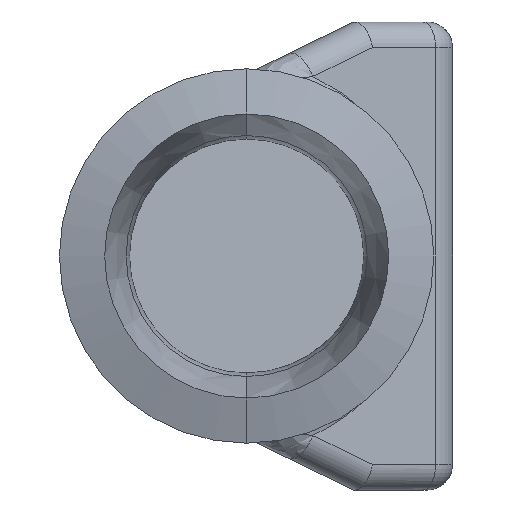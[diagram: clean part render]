
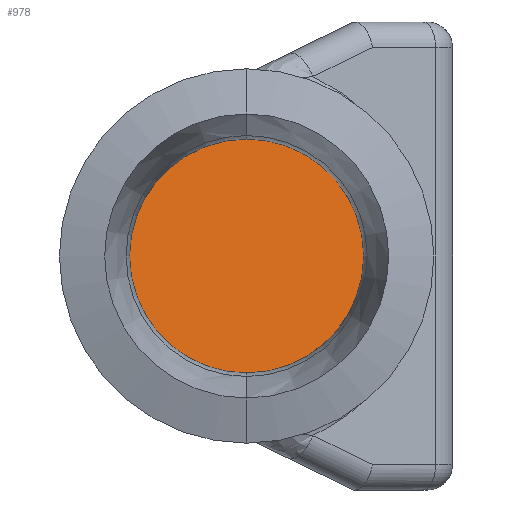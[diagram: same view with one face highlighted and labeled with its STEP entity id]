
A CAD part, left-side view. The second image highlights one B-rep face of the part: STEP entity #978.
In plain terms, the highlighted planar face has unit normal (-0.866, -0.5, 0).
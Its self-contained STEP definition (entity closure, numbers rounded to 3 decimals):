
#51 = DIRECTION ( 'NONE',  ( 0.5, -0.866, 0. ) ) ;
#140 = CARTESIAN_POINT ( 'NONE',  ( 114.4, -27.5, 13.75 ) ) ;
#173 = CARTESIAN_POINT ( 'NONE',  ( 111.628, -22.7, -81.13 ) ) ;
#231 = AXIS2_PLACEMENT_3D ( 'NONE', #173, #1379, #51 ) ;
#280 = CARTESIAN_POINT ( 'NONE',  ( 98.523, 0., 13.75 ) ) ;
#306 = PLANE ( 'NONE',  #231 ) ;
#434 =( BOUNDED_CURVE ( )  B_SPLINE_CURVE ( 3, ( #512, #1294, #764, #1713 ),
 .UNSPECIFIED., .F., .T. ) 
 B_SPLINE_CURVE_WITH_KNOTS ( ( 4, 4 ),
 ( 4.712, 7.854 ),
 .UNSPECIFIED. ) 
 CURVE ( )  GEOMETRIC_REPRESENTATION_ITEM ( )  RATIONAL_B_SPLINE_CURVE ( ( 1., 0.333, 0.333, 1. ) ) 
 REPRESENTATION_ITEM ( '' )  );
#512 = CARTESIAN_POINT ( 'NONE',  ( 98.523, 0., 13.75 ) ) ;
#522 = EDGE_LOOP ( 'NONE', ( #742, #1523 ) ) ;
#528 = CARTESIAN_POINT ( 'NONE',  ( 98.523, 0., -13.75 ) ) ;
#720 =( BOUNDED_CURVE ( )  B_SPLINE_CURVE ( 3, ( #528, #1186, #140, #280 ),
 .UNSPECIFIED., .F., .T. ) 
 B_SPLINE_CURVE_WITH_KNOTS ( ( 4, 4 ),
 ( 1.571, 4.712 ),
 .UNSPECIFIED. ) 
 CURVE ( )  GEOMETRIC_REPRESENTATION_ITEM ( )  RATIONAL_B_SPLINE_CURVE ( ( 1., 0.333, 0.333, 1. ) ) 
 REPRESENTATION_ITEM ( '' )  );
#742 = ORIENTED_EDGE ( 'NONE', *, *, #1347, .T. ) ;
#764 = CARTESIAN_POINT ( 'NONE',  ( 82.645, 27.5, -13.75 ) ) ;
#848 = CARTESIAN_POINT ( 'NONE',  ( 98.523, 0., -13.75 ) ) ;
#875 = EDGE_CURVE ( 'NONE', #988, #1104, #720, .T. ) ;
#978 = ADVANCED_FACE ( 'NONE', ( #1385 ), #306, .T. ) ;
#988 = VERTEX_POINT ( 'NONE', #848 ) ;
#1089 = CARTESIAN_POINT ( 'NONE',  ( 98.523, 0., 13.75 ) ) ;
#1104 = VERTEX_POINT ( 'NONE', #1089 ) ;
#1186 = CARTESIAN_POINT ( 'NONE',  ( 114.4, -27.5, -13.75 ) ) ;
#1294 = CARTESIAN_POINT ( 'NONE',  ( 82.645, 27.5, 13.75 ) ) ;
#1347 = EDGE_CURVE ( 'NONE', #1104, #988, #434, .T. ) ;
#1379 = DIRECTION ( 'NONE',  ( -0.866, -0.5, 0. ) ) ;
#1385 = FACE_OUTER_BOUND ( 'NONE', #522, .T. ) ;
#1523 = ORIENTED_EDGE ( 'NONE', *, *, #875, .T. ) ;
#1713 = CARTESIAN_POINT ( 'NONE',  ( 98.523, 0., -13.75 ) ) ;
